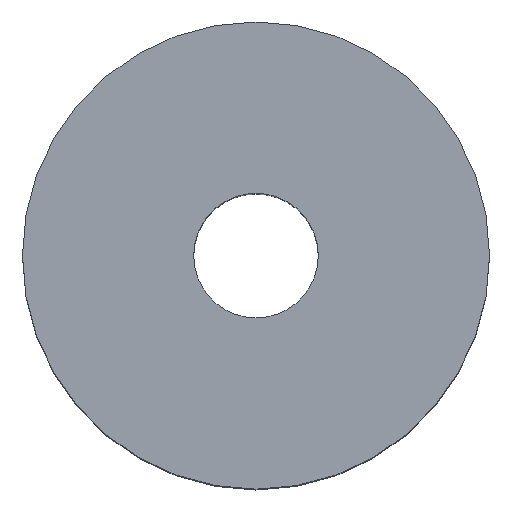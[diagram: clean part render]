
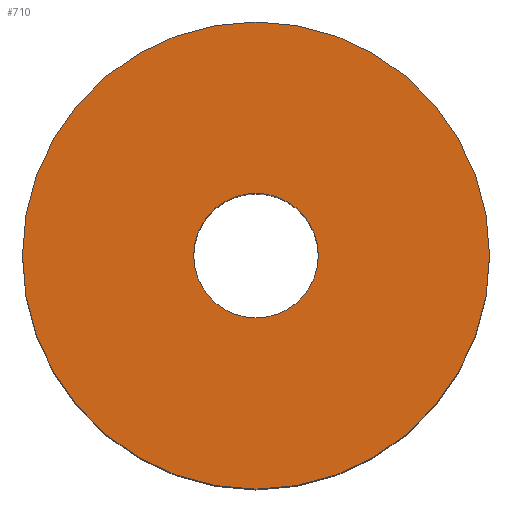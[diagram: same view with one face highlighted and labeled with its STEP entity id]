
A CAD part, top view. The second image highlights one B-rep face of the part: STEP entity #710.
In plain terms, the highlighted planar face has unit normal (0, 0, 1).
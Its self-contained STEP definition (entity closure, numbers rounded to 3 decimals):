
#710=ADVANCED_FACE('',(#1249,#1251),#1253,.T.);
#1249=FACE_BOUND('',#1250,.T.);
#1250=EDGE_LOOP('',(#1683));
#1251=FACE_BOUND('',#1252,.T.);
#1252=EDGE_LOOP('',(#1684));
#1253=PLANE('',#1254);
#1254=AXIS2_PLACEMENT_3D('',#1255,#1256,#1257);
#1255=CARTESIAN_POINT('',(0.,0.,15.5));
#1256=DIRECTION('',(0.,0.,1.));
#1257=DIRECTION('',(-1.,0.,0.));
#1683=ORIENTED_EDGE('',*,*,#1894,.T.);
#1684=ORIENTED_EDGE('',*,*,#1896,.T.);
#1894=EDGE_CURVE('',#2243,#2243,#2244,.T.);
#1896=EDGE_CURVE('',#2247,#2247,#2248,.F.);
#2243=VERTEX_POINT('',#3046);
#2244=CIRCLE('',#3047,7.5);
#2247=VERTEX_POINT('',#3056);
#2248=CIRCLE('',#3057,2.);
#3046=CARTESIAN_POINT('',(-7.5,0.,15.5));
#3047=AXIS2_PLACEMENT_3D('',#3048,#3049,#3050);
#3048=CARTESIAN_POINT('',(0.,0.,15.5));
#3049=DIRECTION('',(0.,0.,1.));
#3050=DIRECTION('',(-1.,0.,0.));
#3056=CARTESIAN_POINT('',(-2.,0.,15.5));
#3057=AXIS2_PLACEMENT_3D('',#3058,#3059,#3060);
#3058=CARTESIAN_POINT('',(0.,0.,15.5));
#3059=DIRECTION('',(0.,0.,1.));
#3060=DIRECTION('',(-1.,0.,0.));
